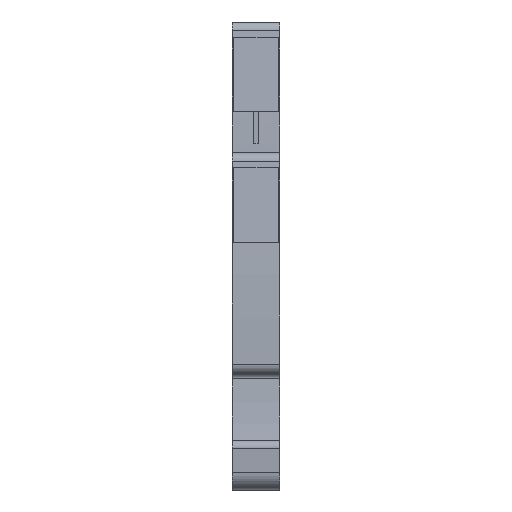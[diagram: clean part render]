
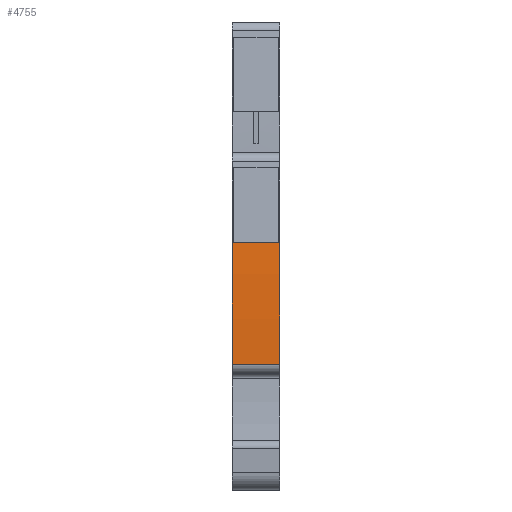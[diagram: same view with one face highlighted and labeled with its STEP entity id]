
A CAD part, front view. The second image highlights one B-rep face of the part: STEP entity #4755.
In plain terms, the highlighted cylindrical face has radius 151.052 mm (diameter 302.104 mm), a partial arc.
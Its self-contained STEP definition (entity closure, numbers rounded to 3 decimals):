
#944=AXIS2_PLACEMENT_3D('Circle Axis2P3D',#942,#943,$) ;
#951=AXIS2_PLACEMENT_3D('Circle Axis2P3D',#949,#950,$) ;
#4734=AXIS2_PLACEMENT_3D('Cylinder Axis2P3D',#4731,#4732,#4733) ;
#4738=AXIS2_PLACEMENT_3D('Circle Axis2P3D',#4736,#4737,$) ;
#939=CARTESIAN_POINT('Vertex',(5.1,1.887,28.054)) ;
#942=CARTESIAN_POINT('Axis2P3D Location',(5.1,152.538,17.05)) ;
#946=CARTESIAN_POINT('Vertex',(5.1,1.528,13.45)) ;
#949=CARTESIAN_POINT('Axis2P3D Location',(5.1,152.623,17.052)) ;
#953=CARTESIAN_POINT('Vertex',(5.1,1.529,13.426)) ;
#4716=CARTESIAN_POINT('Vertex',(0.,1.887,28.054)) ;
#4719=CARTESIAN_POINT('Line Origine',(2.55,1.887,28.054)) ;
#4731=CARTESIAN_POINT('Axis2P3D Location',(2.55,152.538,17.05)) ;
#4736=CARTESIAN_POINT('Axis2P3D Location',(0.,152.538,17.05)) ;
#4740=CARTESIAN_POINT('Vertex',(0.,1.529,13.426)) ;
#4743=CARTESIAN_POINT('Line Origine',(2.55,1.529,13.426)) ;
#943=DIRECTION('Axis2P3D Direction',(1.,0.,0.)) ;
#950=DIRECTION('Axis2P3D Direction',(1.,0.,0.)) ;
#4720=DIRECTION('Vector Direction',(1.,0.,0.)) ;
#4732=DIRECTION('Axis2P3D Direction',(1.,0.,0.)) ;
#4733=DIRECTION('Axis2P3D XDirection',(0.,-0.996,0.089)) ;
#4737=DIRECTION('Axis2P3D Direction',(1.,0.,0.)) ;
#4744=DIRECTION('Vector Direction',(1.,0.,0.)) ;
#4721=VECTOR('Line Direction',#4720,1.) ;
#4745=VECTOR('Line Direction',#4744,1.) ;
#4749=ORIENTED_EDGE('',*,*,#948,.F.) ;
#4750=ORIENTED_EDGE('',*,*,#4723,.F.) ;
#4751=ORIENTED_EDGE('',*,*,#4742,.T.) ;
#4752=ORIENTED_EDGE('',*,*,#4747,.T.) ;
#4753=ORIENTED_EDGE('',*,*,#955,.F.) ;
#4755=ADVANCED_FACE('MLD',(#4754),#4735,.T.) ;
#945=CIRCLE('generated circle',#944,151.052) ;
#952=CIRCLE('generated circle',#951,151.137) ;
#4739=CIRCLE('generated circle',#4738,151.052) ;
#4735=CYLINDRICAL_SURFACE('generated cylinder',#4734,151.052) ;
#948=EDGE_CURVE('',#940,#947,#945,.T.) ;
#955=EDGE_CURVE('',#947,#954,#952,.T.) ;
#4723=EDGE_CURVE('',#4717,#940,#4722,.T.) ;
#4742=EDGE_CURVE('',#4717,#4741,#4739,.T.) ;
#4747=EDGE_CURVE('',#4741,#954,#4746,.T.) ;
#4748=EDGE_LOOP('',(#4749,#4750,#4751,#4752,#4753)) ;
#4754=FACE_OUTER_BOUND('',#4748,.T.) ;
#4722=LINE('Line',#4719,#4721) ;
#4746=LINE('Line',#4743,#4745) ;
#940=VERTEX_POINT('',#939) ;
#947=VERTEX_POINT('',#946) ;
#954=VERTEX_POINT('',#953) ;
#4717=VERTEX_POINT('',#4716) ;
#4741=VERTEX_POINT('',#4740) ;
